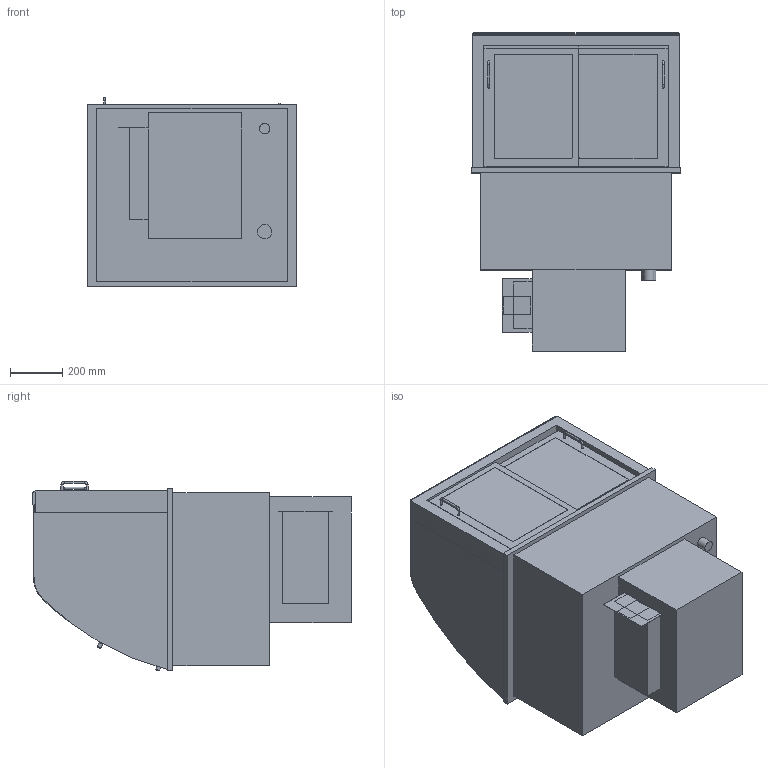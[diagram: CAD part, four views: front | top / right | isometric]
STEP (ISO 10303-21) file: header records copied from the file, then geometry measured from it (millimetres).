
FILE_DESCRIPTION(/* description */ ('vereinfachtes Modell'),/* implementation_level */ '2;1');
FILE_NAME(/* name */ '3D-AKE-00007370.stp',/* time_stamp */ '2025-01-16T08:24:52+01:00',/* author */ ('marina.schachner'),/* organization */ (''),/* preprocessor_version */ 'ST-DEVELOPER v20',/* originating_system */ 'Autodesk Inventor 2024',/* authorisation */ '');
FILE_SCHEMA (('AUTOMOTIVE_DESIGN { 1 0 10303 214 3 1 1 }'));
Length unit declared in the file: millimetre
Products named in the file (1): 3D-AKE-00007370
Bounding box: 800 x 1214 x 722.5 mm (x, y, z)
Volume: 140839610.6 mm3; surface area: 11006711.4 mm2
Topology: 43 solids, 43 shells, 353 faces, 792 edges, 528 vertices
Faces by surface type: plane 275, cylinder 70, torus 4, cone 4
Full cylindrical faces by diameter (mm): 8 x6, 15 x4, 40 x1, 55 x1
Entity records: 9784 total; most frequent: CARTESIAN_POINT 1674, DIRECTION 1660, ORIENTED_EDGE 1584, EDGE_CURVE 792, LINE 632, VECTOR 632, VERTEX_POINT 528, AXIS2_PLACEMENT_3D 514
